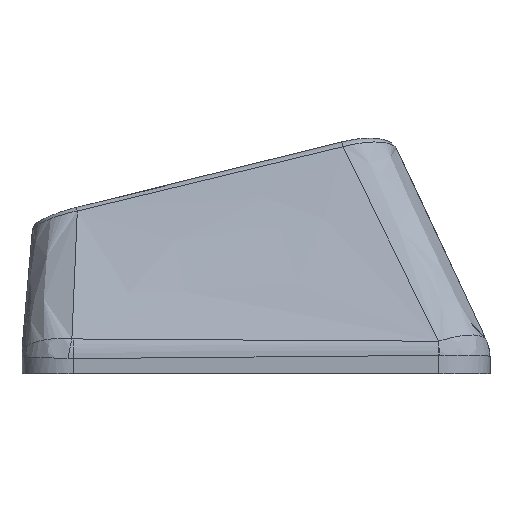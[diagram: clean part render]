
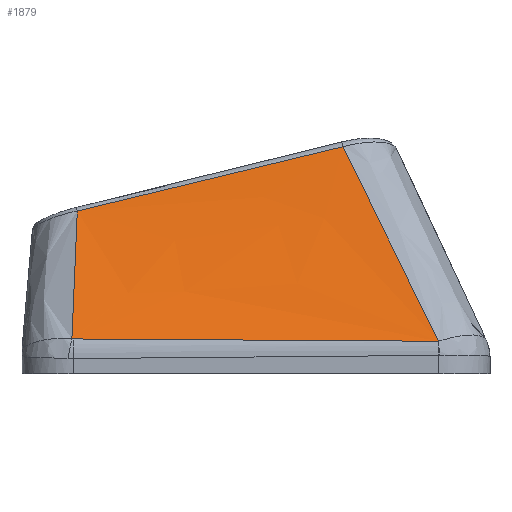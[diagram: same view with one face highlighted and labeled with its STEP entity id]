
A CAD part, left-side view. The second image highlights one B-rep face of the part: STEP entity #1879.
In plain terms, the highlighted free-form (B-spline) face has degree [3, 3] with [4, 4] control points.
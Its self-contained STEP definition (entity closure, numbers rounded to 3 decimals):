
#240=FACE_OUTER_BOUND('',#333,.T.);
#333=EDGE_LOOP('',(#1462,#1463,#1464,#1465,#1466,#1467));
#532=B_SPLINE_CURVE_WITH_KNOTS('',3,(#4023,#4024,#4025,#4026),
 .UNSPECIFIED.,.F.,.F.,(4,4),(0.,0.001),.UNSPECIFIED.);
#534=B_SPLINE_CURVE_WITH_KNOTS('',3,(#4050,#4051,#4052,#4053),
 .UNSPECIFIED.,.F.,.F.,(4,4),(0.,1.416),.UNSPECIFIED.);
#536=B_SPLINE_CURVE_WITH_KNOTS('',3,(#4077,#4078,#4079,#4080),
 .UNSPECIFIED.,.F.,.F.,(4,4),(0.,0.005),
 .UNSPECIFIED.);
#551=B_SPLINE_CURVE_WITH_KNOTS('',3,(#4356,#4357,#4358,#4359),
 .UNSPECIFIED.,.F.,.F.,(4,4),(0.03,0.922),
 .UNSPECIFIED.);
#552=B_SPLINE_CURVE_WITH_KNOTS('',3,(#4361,#4362,#4363,#4364),
 .UNSPECIFIED.,.F.,.F.,(4,4),(-1.06,0.),
 .UNSPECIFIED.);
#553=B_SPLINE_CURVE_WITH_KNOTS('',3,(#4365,#4366,#4367,#4368),
 .UNSPECIFIED.,.F.,.F.,(4,4),(-0.6,-0.022),
 .UNSPECIFIED.);
#753=VERTEX_POINT('',#3985);
#755=VERTEX_POINT('',#4016);
#757=VERTEX_POINT('',#4043);
#759=VERTEX_POINT('',#4070);
#775=VERTEX_POINT('',#4355);
#776=VERTEX_POINT('',#4360);
#1003=EDGE_CURVE('',#753,#755,#532,.T.);
#1006=EDGE_CURVE('',#755,#757,#534,.T.);
#1009=EDGE_CURVE('',#757,#759,#536,.T.);
#1033=EDGE_CURVE('',#775,#753,#551,.T.);
#1034=EDGE_CURVE('',#776,#775,#552,.T.);
#1035=EDGE_CURVE('',#759,#776,#553,.T.);
#1462=ORIENTED_EDGE('',*,*,#1009,.F.);
#1463=ORIENTED_EDGE('',*,*,#1006,.F.);
#1464=ORIENTED_EDGE('',*,*,#1003,.F.);
#1465=ORIENTED_EDGE('',*,*,#1033,.F.);
#1466=ORIENTED_EDGE('',*,*,#1034,.F.);
#1467=ORIENTED_EDGE('',*,*,#1035,.F.);
#1819=B_SPLINE_SURFACE_WITH_KNOTS('',3,3,((#4339,#4340,#4341,#4342),(#4343,
#4344,#4345,#4346),(#4347,#4348,#4349,#4350),(#4351,#4352,#4353,#4354)),
 .UNSPECIFIED.,.F.,.F.,.F.,(4,4),(4,4),(0.103,0.893),
(0.032,0.968),.UNSPECIFIED.);
#1879=ADVANCED_FACE('',(#240),#1819,.T.);
#3985=CARTESIAN_POINT('',(-11.358,-7.087,0.264));
#4016=CARTESIAN_POINT('',(-11.358,-7.077,0.264));
#4023=CARTESIAN_POINT('Ctrl Pts',(-11.358,-7.087,0.264));
#4024=CARTESIAN_POINT('Ctrl Pts',(-11.358,-7.083,0.264));
#4025=CARTESIAN_POINT('Ctrl Pts',(-11.358,-7.08,0.264));
#4026=CARTESIAN_POINT('Ctrl Pts',(-11.358,-7.077,0.264));
#4043=CARTESIAN_POINT('',(-11.253,7.09,0.353));
#4050=CARTESIAN_POINT('Ctrl Pts',(-11.358,-7.077,0.264));
#4051=CARTESIAN_POINT('Ctrl Pts',(-11.337,-2.356,0.287));
#4052=CARTESIAN_POINT('Ctrl Pts',(-11.31,2.366,0.316));
#4053=CARTESIAN_POINT('Ctrl Pts',(-11.253,7.09,0.353));
#4070=CARTESIAN_POINT('',(-11.25,7.144,0.358));
#4077=CARTESIAN_POINT('Ctrl Pts',(-11.253,7.09,0.353));
#4078=CARTESIAN_POINT('Ctrl Pts',(-11.253,7.108,0.353));
#4079=CARTESIAN_POINT('Ctrl Pts',(-11.252,7.126,0.355));
#4080=CARTESIAN_POINT('Ctrl Pts',(-11.25,7.144,0.358));
#4339=CARTESIAN_POINT('Ctrl Pts',(-8.343,-3.781,7.908));
#4340=CARTESIAN_POINT('Ctrl Pts',(-9.348,-4.883,5.36));
#4341=CARTESIAN_POINT('Ctrl Pts',(-10.353,-5.985,2.812));
#4342=CARTESIAN_POINT('Ctrl Pts',(-11.358,-7.087,0.264));
#4343=CARTESIAN_POINT('Ctrl Pts',(-8.343,-0.13,
7.03));
#4344=CARTESIAN_POINT('Ctrl Pts',(-9.348,-0.868,
4.765));
#4345=CARTESIAN_POINT('Ctrl Pts',(-10.353,-1.606,2.5));
#4346=CARTESIAN_POINT('Ctrl Pts',(-11.358,-2.344,0.235));
#4347=CARTESIAN_POINT('Ctrl Pts',(-8.343,3.52,6.151));
#4348=CARTESIAN_POINT('Ctrl Pts',(-9.348,3.146,4.169));
#4349=CARTESIAN_POINT('Ctrl Pts',(-10.353,2.773,2.187));
#4350=CARTESIAN_POINT('Ctrl Pts',(-11.358,2.399,0.205));
#4351=CARTESIAN_POINT('Ctrl Pts',(-8.343,7.17,5.273));
#4352=CARTESIAN_POINT('Ctrl Pts',(-9.348,7.161,3.574));
#4353=CARTESIAN_POINT('Ctrl Pts',(-10.353,7.152,1.875));
#4354=CARTESIAN_POINT('Ctrl Pts',(-11.358,7.143,0.176));
#4355=CARTESIAN_POINT('',(-8.343,-3.37,7.809));
#4356=CARTESIAN_POINT('Ctrl Pts',(-8.343,-3.37,7.809));
#4357=CARTESIAN_POINT('Ctrl Pts',(-9.361,-4.619,5.302));
#4358=CARTESIAN_POINT('Ctrl Pts',(-10.363,-5.856,2.785));
#4359=CARTESIAN_POINT('Ctrl Pts',(-11.358,-7.087,0.264));
#4360=CARTESIAN_POINT('',(-8.349,6.935,5.318));
#4361=CARTESIAN_POINT('Ctrl Pts',(-8.349,6.935,5.318));
#4362=CARTESIAN_POINT('Ctrl Pts',(-8.348,3.499,6.144));
#4363=CARTESIAN_POINT('Ctrl Pts',(-8.345,0.064,
6.976));
#4364=CARTESIAN_POINT('Ctrl Pts',(-8.343,-3.37,7.809));
#4365=CARTESIAN_POINT('Ctrl Pts',(-11.25,7.144,0.358));
#4366=CARTESIAN_POINT('Ctrl Pts',(-10.275,7.059,2.008));
#4367=CARTESIAN_POINT('Ctrl Pts',(-9.307,6.987,3.661));
#4368=CARTESIAN_POINT('Ctrl Pts',(-8.349,6.935,5.318));
